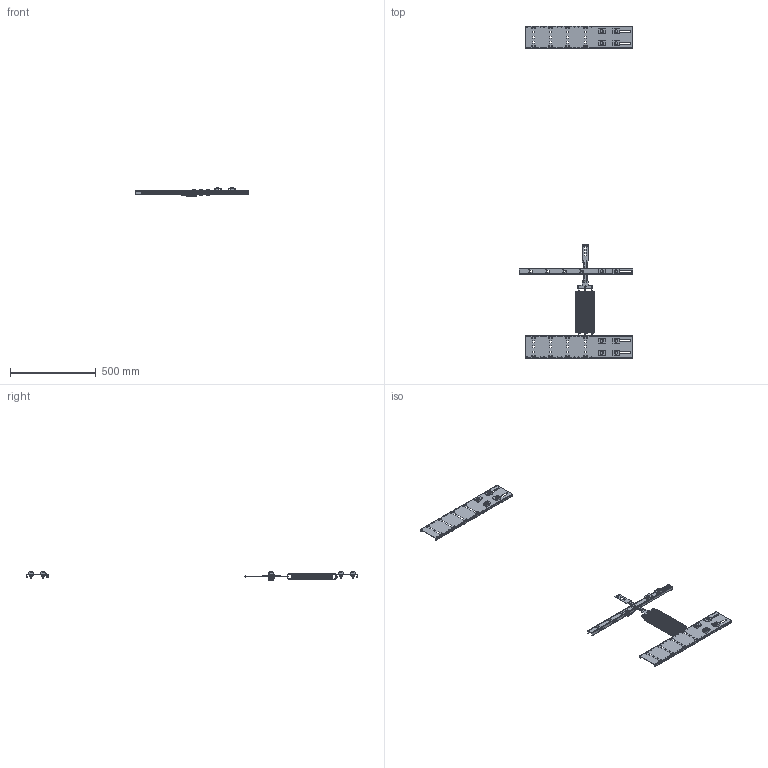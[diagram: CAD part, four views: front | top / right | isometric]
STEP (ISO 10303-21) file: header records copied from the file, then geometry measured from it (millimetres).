
FILE_DESCRIPTION (( 'STEP AP214' ), '1' );
FILE_NAME ('LIMAX S-RMS-H.STEP', '2019-11-07T08:30:07', ( '' ), ( '' ), 'SwSTEP 2.0', 'SolidWorks 2019', '' );
FILE_SCHEMA (( 'AUTOMOTIVE_DESIGN' ));
Length unit declared in the file: millimetre
Products named in the file (17): Z-101751; Z_T 236 - Druckbolzen S_01^SCHMERSAL ZS 236-02zr-1519; Z-101829; SCHMERSAL ZS 236-02zr-1519; Kabelbinder^LIMAX S-RMS-H; Klemmplatte ~DIN15313; LIMAX S-RMS-H; ISO 4017 - M10 x 30-N_ISO 4017 - M10 x 30-N; Hexagon Nut ISO 4032 - M10 - D - N_Hexagon Nut ISO 4032 - M10 - D - N; Gutekunst RZ-162U-23I_Gespannt  78.6Nm; Ripp Lock washer M10; Z_T 236 - Druckbolzen S_03^SCHMERSAL ZS 236-02zr-1519; Ripp Lock washer M4; SKINTOP ST-M 20x1,5 ; Z-100084; SFS FN 1905 288746 Schraube DIN 7500-1 Stahl einsatzgehärtet  verzinkt blau CEM4x25-Z; Z_T 236 - Druckbolzen S_02^SCHMERSAL ZS 236-02zr-1519
Assembly tree (58 placements, depth 3):
  LIMAX S-RMS-H
    Z-101751  x2
    Klemmplatte ~DIN15313  x10
    ISO 4017 - M10 x 30-N_ISO 4017 - M10 x 30-N  x10
    Ripp Lock washer M10  x10
    Hexagon Nut ISO 4032 - M10 - D - N_Hexagon Nut ISO 4032 - M10 - D - N  x10
    Gutekunst RZ-162U-23I_Gespannt  78.6Nm  x3
    Z-100084
    SCHMERSAL ZS 236-02zr-1519
      Z_T 236 - Druckbolzen S_01^SCHMERSAL ZS 236-02zr-1519
      Z_T 236 - Druckbolzen S_02^SCHMERSAL ZS 236-02zr-1519
      Z_T 236 - Druckbolzen S_03^SCHMERSAL ZS 236-02zr-1519
    Z-101829
    Ripp Lock washer M4  x2
    SFS FN 1905 288746 Schraube DIN 7500-1 Stahl einsatzgehärtet  verzinkt blau CEM4x25-Z  x2
    SKINTOP ST-M 20x1,5 
    Kabelbinder^LIMAX S-RMS-H  x2
Bounding box: 665 x 1940 x 47.9 mm (x, y, z)
Volume: 818051.6 mm3; surface area: 758170.4 mm2
Topology: 57 solids, 57 shells, 3046 faces, 7845 edges, 4686 vertices
Faces by surface type: plane 1439, cylinder 821, cone 338, torus 256, bspline 148, sphere 44
Entity records: 65649 total; most frequent: CARTESIAN_POINT 34346, ORIENTED_EDGE 6516, DIRECTION 6216, EDGE_CURVE 3258, AXIS2_PLACEMENT_3D 2085, VECTOR 2046, LINE 2046, VERTEX_POINT 2033
